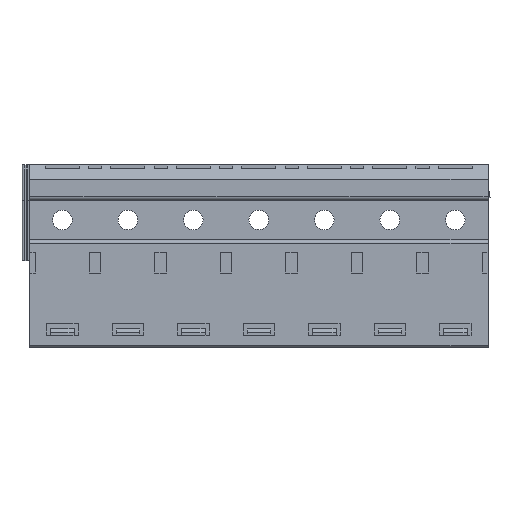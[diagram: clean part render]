
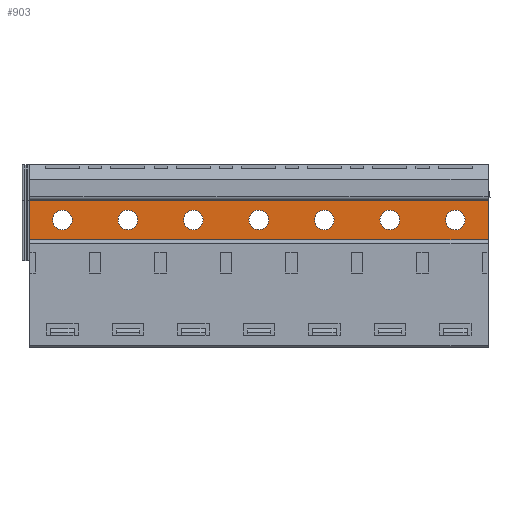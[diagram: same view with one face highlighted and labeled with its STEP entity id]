
A CAD part, front view. The second image highlights one B-rep face of the part: STEP entity #903.
In plain terms, the highlighted planar face has unit normal (0, -1, 0).
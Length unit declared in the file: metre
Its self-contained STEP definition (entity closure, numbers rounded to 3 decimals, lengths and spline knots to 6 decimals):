
#903=ADVANCED_FACE('',(#2443,#2444,#2445,#2446,#2447,#2448,#2449,#2450),#2451,.T.);
#2443=FACE_OUTER_BOUND('',#4663,.T.);
#2444=FACE_BOUND('',#4664,.T.);
#2445=FACE_BOUND('',#4665,.T.);
#2446=FACE_BOUND('',#4666,.T.);
#2447=FACE_BOUND('',#4667,.T.);
#2448=FACE_BOUND('',#4668,.T.);
#2449=FACE_BOUND('',#4669,.T.);
#2450=FACE_BOUND('',#4670,.T.);
#2451=PLANE('',#4671);
#4663=EDGE_LOOP('',(#7843,#7844,#7845,#7846,#7847));
#4664=EDGE_LOOP('',(#7848));
#4665=EDGE_LOOP('',(#7849));
#4666=EDGE_LOOP('',(#7850));
#4667=EDGE_LOOP('',(#7851));
#4668=EDGE_LOOP('',(#7852));
#4669=EDGE_LOOP('',(#7853));
#4670=EDGE_LOOP('',(#7854));
#4671=AXIS2_PLACEMENT_3D('',#7855,#7856,#7857);
#7843=ORIENTED_EDGE('',*,*,#13602,.T.);
#7844=ORIENTED_EDGE('',*,*,#13603,.F.);
#7845=ORIENTED_EDGE('',*,*,#13604,.T.);
#7846=ORIENTED_EDGE('',*,*,#13587,.T.);
#7847=ORIENTED_EDGE('',*,*,#13605,.T.);
#7848=ORIENTED_EDGE('',*,*,#12865,.F.);
#7849=ORIENTED_EDGE('',*,*,#13606,.F.);
#7850=ORIENTED_EDGE('',*,*,#13607,.F.);
#7851=ORIENTED_EDGE('',*,*,#13608,.F.);
#7852=ORIENTED_EDGE('',*,*,#13609,.F.);
#7853=ORIENTED_EDGE('',*,*,#13610,.F.);
#7854=ORIENTED_EDGE('',*,*,#13611,.F.);
#7855=CARTESIAN_POINT('',(14.075107,11.733671,0.031492));
#7856=DIRECTION('',(0.,-1.0,0.));
#7857=DIRECTION('',(0.0,0.,-1.0));
#12865=EDGE_CURVE('',#15401,#15401,#15402,.T.);
#13587=EDGE_CURVE('',#16677,#16678,#16679,.T.);
#13602=EDGE_CURVE('',#16702,#16703,#16704,.T.);
#13603=EDGE_CURVE('',#16705,#16703,#16706,.T.);
#13604=EDGE_CURVE('',#16705,#16677,#16707,.T.);
#13605=EDGE_CURVE('',#16678,#16702,#16708,.T.);
#13606=EDGE_CURVE('',#16709,#16709,#16710,.T.);
#13607=EDGE_CURVE('',#16711,#16711,#16712,.T.);
#13608=EDGE_CURVE('',#16713,#16713,#16714,.T.);
#13609=EDGE_CURVE('',#16715,#16715,#16716,.T.);
#13610=EDGE_CURVE('',#16717,#16717,#16718,.T.);
#13611=EDGE_CURVE('',#16719,#16719,#16720,.T.);
#15401=VERTEX_POINT('',#19177);
#15402=CIRCLE('',#19178,0.00075);
#16677=VERTEX_POINT('',#21090);
#16678=VERTEX_POINT('',#21091);
#16679=LINE('',#21092,#21093);
#16702=VERTEX_POINT('',#21124);
#16703=VERTEX_POINT('',#21125);
#16704=LINE('',#21126,#21127);
#16705=VERTEX_POINT('',#21128);
#16706=LINE('',#21129,#21130);
#16707=LINE('',#21131,#21132);
#16708=LINE('',#21133,#21134);
#16709=VERTEX_POINT('',#21135);
#16710=CIRCLE('',#21136,0.00075);
#16711=VERTEX_POINT('',#21137);
#16712=CIRCLE('',#21138,0.00075);
#16713=VERTEX_POINT('',#21139);
#16714=CIRCLE('',#21140,0.00075);
#16715=VERTEX_POINT('',#21141);
#16716=CIRCLE('',#21142,0.00075);
#16717=VERTEX_POINT('',#21143);
#16718=CIRCLE('',#21144,0.00075);
#16719=VERTEX_POINT('',#21145);
#16720=CIRCLE('',#21146,0.00075);
#19177=CARTESIAN_POINT('',(14.078357,11.733671,0.032992));
#19178=AXIS2_PLACEMENT_3D('',#24519,#24520,#24521);
#21090=CARTESIAN_POINT('',(14.109487,11.733671,0.034492));
#21091=CARTESIAN_POINT('',(14.075107,11.733671,0.034492));
#21092=CARTESIAN_POINT('',(14.075107,11.733671,0.034492));
#21093=VECTOR('',#25284,1.0);
#21124=CARTESIAN_POINT('',(14.075107,11.733671,0.031492));
#21125=CARTESIAN_POINT('',(14.110107,11.733671,0.031492));
#21126=CARTESIAN_POINT('',(14.075107,11.733671,0.031492));
#21127=VECTOR('',#25305,1.0);
#21128=CARTESIAN_POINT('',(14.110107,11.733671,0.034492));
#21129=CARTESIAN_POINT('',(14.110107,11.733671,0.031492));
#21130=VECTOR('',#25306,1.0);
#21131=CARTESIAN_POINT('',(14.095107,11.733671,0.034492));
#21132=VECTOR('',#25307,1.0);
#21133=CARTESIAN_POINT('',(14.075107,11.733671,0.031492));
#21134=VECTOR('',#25308,1.0);
#21135=CARTESIAN_POINT('',(14.083357,11.733671,0.032992));
#21136=AXIS2_PLACEMENT_3D('',#25309,#25310,#25311);
#21137=CARTESIAN_POINT('',(14.088357,11.733671,0.032992));
#21138=AXIS2_PLACEMENT_3D('',#25312,#25313,#25314);
#21139=CARTESIAN_POINT('',(14.093357,11.733671,0.032992));
#21140=AXIS2_PLACEMENT_3D('',#25315,#25316,#25317);
#21141=CARTESIAN_POINT('',(14.098357,11.733671,0.032992));
#21142=AXIS2_PLACEMENT_3D('',#25318,#25319,#25320);
#21143=CARTESIAN_POINT('',(14.103357,11.733671,0.032992));
#21144=AXIS2_PLACEMENT_3D('',#25321,#25322,#25323);
#21145=CARTESIAN_POINT('',(14.108357,11.733671,0.032992));
#21146=AXIS2_PLACEMENT_3D('',#25324,#25325,#25326);
#24519=CARTESIAN_POINT('',(14.077607,11.733671,0.032992));
#24520=DIRECTION('',(0.,-1.0,0.));
#24521=DIRECTION('',(1.0,0.,0.0));
#25284=DIRECTION('',(-1.0,0.,0.));
#25305=DIRECTION('',(1.0,0.,0.));
#25306=DIRECTION('',(0.,0.,-1.0));
#25307=DIRECTION('',(-1.0,0.,0.));
#25308=DIRECTION('',(0.,0.,-1.0));
#25309=CARTESIAN_POINT('',(14.082607,11.733671,0.032992));
#25310=DIRECTION('',(0.,-1.0,0.));
#25311=DIRECTION('',(1.0,0.,0.0));
#25312=CARTESIAN_POINT('',(14.087607,11.733671,0.032992));
#25313=DIRECTION('',(0.,-1.0,0.));
#25314=DIRECTION('',(1.0,0.,0.0));
#25315=CARTESIAN_POINT('',(14.092607,11.733671,0.032992));
#25316=DIRECTION('',(0.,-1.0,0.));
#25317=DIRECTION('',(1.0,0.,0.0));
#25318=CARTESIAN_POINT('',(14.097607,11.733671,0.032992));
#25319=DIRECTION('',(0.,-1.0,0.));
#25320=DIRECTION('',(1.0,0.,0.0));
#25321=CARTESIAN_POINT('',(14.102607,11.733671,0.032992));
#25322=DIRECTION('',(0.,-1.0,0.));
#25323=DIRECTION('',(1.0,0.,0.0));
#25324=CARTESIAN_POINT('',(14.107607,11.733671,0.032992));
#25325=DIRECTION('',(0.,-1.0,0.));
#25326=DIRECTION('',(1.0,0.,0.0));
